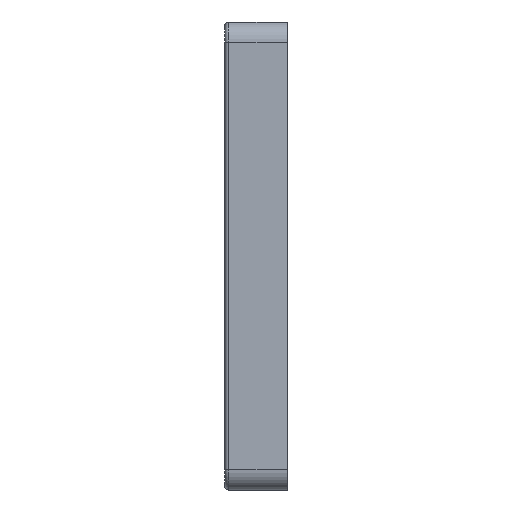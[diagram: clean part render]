
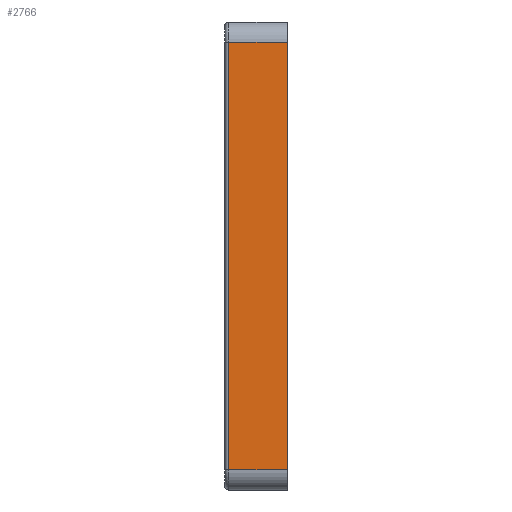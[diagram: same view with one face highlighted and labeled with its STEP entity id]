
A CAD part, left-side view. The second image highlights one B-rep face of the part: STEP entity #2766.
In plain terms, the highlighted planar face has unit normal (-1, 0, 0).
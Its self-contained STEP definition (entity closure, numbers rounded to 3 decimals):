
#354=FACE_OUTER_BOUND('',#534,.T.);
#534=EDGE_LOOP('',(#2305,#2306,#2307,#2308));
#669=LINE('',#4255,#931);
#728=LINE('',#4495,#990);
#792=LINE('',#4712,#1054);
#794=LINE('',#4715,#1056);
#931=VECTOR('',#3351,10.);
#990=VECTOR('',#3584,10.);
#1054=VECTOR('',#3830,10.);
#1056=VECTOR('',#3834,10.);
#1215=VERTEX_POINT('',#4252);
#1216=VERTEX_POINT('',#4254);
#1309=VERTEX_POINT('',#4490);
#1310=VERTEX_POINT('',#4494);
#1490=EDGE_CURVE('',#1216,#1215,#669,.T.);
#1605=EDGE_CURVE('',#1309,#1310,#728,.T.);
#1710=EDGE_CURVE('',#1216,#1309,#792,.T.);
#1712=EDGE_CURVE('',#1310,#1215,#794,.T.);
#2305=ORIENTED_EDGE('',*,*,#1490,.T.);
#2306=ORIENTED_EDGE('',*,*,#1712,.F.);
#2307=ORIENTED_EDGE('',*,*,#1605,.F.);
#2308=ORIENTED_EDGE('',*,*,#1710,.F.);
#2636=PLANE('',#3084);
#2766=ADVANCED_FACE('',(#354),#2636,.T.);
#3084=AXIS2_PLACEMENT_3D('',#4714,#3832,#3833);
#3351=DIRECTION('',(0.,0.,1.));
#3584=DIRECTION('',(0.,0.,1.));
#3830=DIRECTION('',(0.,1.,0.));
#3832=DIRECTION('center_axis',(-1.,0.,0.));
#3833=DIRECTION('ref_axis',(0.,0.,1.));
#3834=DIRECTION('',(0.,-1.,0.));
#4252=CARTESIAN_POINT('',(-148.125,-8.5,52.875));
#4254=CARTESIAN_POINT('',(-148.125,-8.5,-52.875));
#4255=CARTESIAN_POINT('',(-148.125,-8.5,-28.938));
#4490=CARTESIAN_POINT('',(-148.125,6.,-52.875));
#4494=CARTESIAN_POINT('',(-148.125,6.,52.875));
#4495=CARTESIAN_POINT('',(-148.125,6.,-28.938));
#4712=CARTESIAN_POINT('',(-148.125,0.,-52.875));
#4714=CARTESIAN_POINT('Origin',(-148.125,0.,-57.875));
#4715=CARTESIAN_POINT('',(-148.125,0.,52.875));
